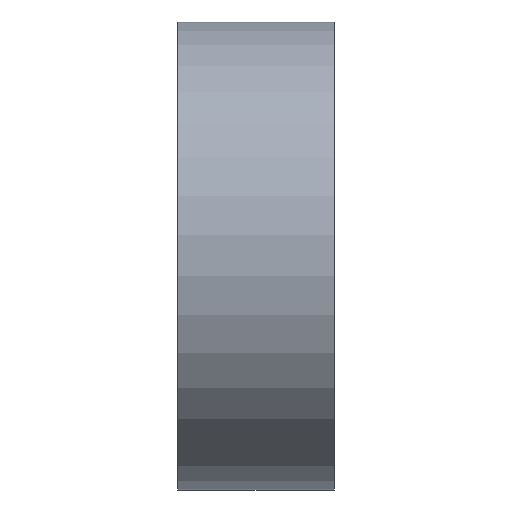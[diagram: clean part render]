
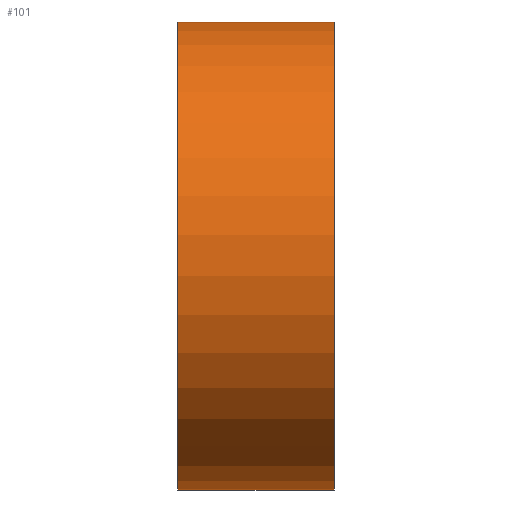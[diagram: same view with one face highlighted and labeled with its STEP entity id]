
A CAD part, top view. The second image highlights one B-rep face of the part: STEP entity #101.
In plain terms, the highlighted cylindrical face has radius 15 mm (diameter 30 mm), a partial arc.
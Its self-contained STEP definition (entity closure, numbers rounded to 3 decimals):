
#67=CYLINDRICAL_SURFACE('',#617,15.);
#81=CIRCLE('',#615,15.);
#82=CIRCLE('',#616,15.);
#101=ADVANCED_FACE('',(#149),#67,.T.);
#149=FACE_OUTER_BOUND('',#179,.T.);
#179=EDGE_LOOP('',(#270,#271,#272,#273));
#270=ORIENTED_EDGE('',*,*,#456,.T.);
#271=ORIENTED_EDGE('',*,*,#433,.F.);
#272=ORIENTED_EDGE('',*,*,#457,.F.);
#273=ORIENTED_EDGE('',*,*,#440,.T.);
#374=VERTEX_POINT('',#839);
#377=VERTEX_POINT('',#844);
#382=VERTEX_POINT('',#858);
#383=VERTEX_POINT('',#860);
#433=EDGE_CURVE('',#377,#374,#505,.T.);
#440=EDGE_CURVE('',#383,#382,#508,.T.);
#456=EDGE_CURVE('',#382,#374,#81,.T.);
#457=EDGE_CURVE('',#383,#377,#82,.T.);
#505=LINE('',#845,#561);
#508=LINE('',#859,#564);
#561=VECTOR('',#678,1.);
#564=VECTOR('',#693,1.);
#615=AXIS2_PLACEMENT_3D('',#892,#727,#728);
#616=AXIS2_PLACEMENT_3D('',#893,#729,#730);
#617=AXIS2_PLACEMENT_3D('',#894,#731,#732);
#678=DIRECTION('',(-1.,0.,0.));
#693=DIRECTION('',(-1.,0.,0.));
#727=DIRECTION('',(1.,0.,0.));
#728=DIRECTION('',(0.,1.,0.));
#729=DIRECTION('',(1.,0.,0.));
#730=DIRECTION('',(0.,1.,0.));
#731=DIRECTION('',(-1.,0.,0.));
#732=DIRECTION('',(0.,0.,1.));
#839=CARTESIAN_POINT('',(0.,-14.974,84.118));
#844=CARTESIAN_POINT('',(10.,-14.974,84.118));
#845=CARTESIAN_POINT('',(10.,-14.974,84.118));
#858=CARTESIAN_POINT('',(0.,14.974,84.118));
#859=CARTESIAN_POINT('',(10.,14.974,84.118));
#860=CARTESIAN_POINT('',(10.,14.974,84.118));
#892=CARTESIAN_POINT('',(0.,0.,85.));
#893=CARTESIAN_POINT('',(10.,0.,85.));
#894=CARTESIAN_POINT('',(10.,0.,85.));
